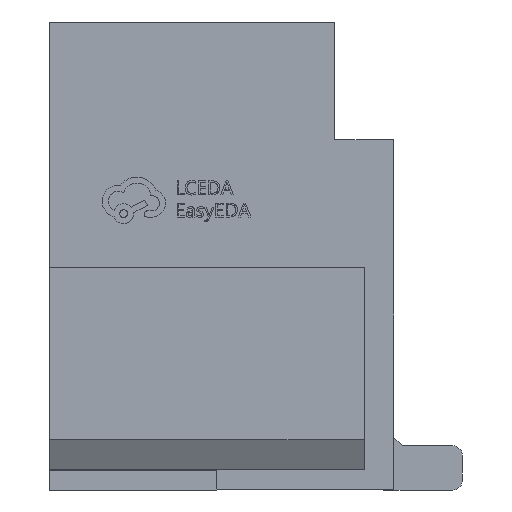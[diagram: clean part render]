
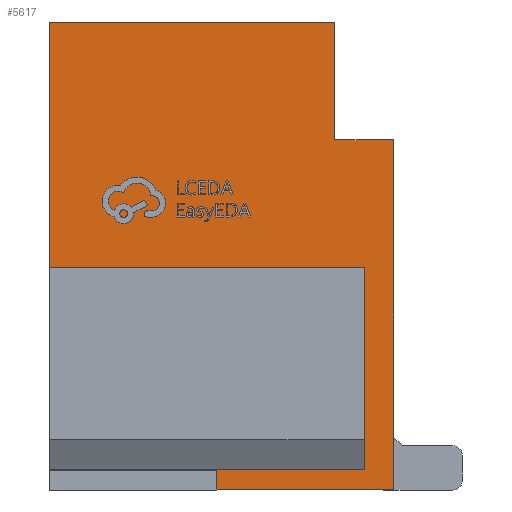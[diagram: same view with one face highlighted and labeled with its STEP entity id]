
A CAD part, left-side view. The second image highlights one B-rep face of the part: STEP entity #5617.
In plain terms, the highlighted planar face has unit normal (-1, 0, 0).
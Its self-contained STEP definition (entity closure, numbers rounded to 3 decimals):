
#216 = CARTESIAN_POINT ( 'NONE',  ( -3.42, 2.1, 2.25 ) ) ;
#255 = EDGE_CURVE ( 'NONE', #20712, #902, #20860, .T. ) ;
#365 = EDGE_CURVE ( 'NONE', #3434, #914, #21689, .T. ) ;
#902 = VERTEX_POINT ( 'NONE', #23812 ) ;
#914 = VERTEX_POINT ( 'NONE', #20484 ) ;
#916 = CARTESIAN_POINT ( 'NONE',  ( -3.42, 2.1, 4.75 ) ) ;
#1031 = DIRECTION ( 'NONE',  ( 0., -1., 0. ) ) ;
#1308 = ORIENTED_EDGE ( 'NONE', *, *, #6513, .F. ) ;
#1812 = DIRECTION ( 'NONE',  ( 0., -1., 0. ) ) ;
#2015 = EDGE_CURVE ( 'NONE', #10720, #22639, #8768, .T. ) ;
#2280 = CARTESIAN_POINT ( 'NONE',  ( -3.42, -0.8, 3.55 ) ) ;
#3434 = VERTEX_POINT ( 'NONE', #5290 ) ;
#3436 = FACE_OUTER_BOUND ( 'NONE', #23908, .T. ) ;
#3675 = LINE ( 'NONE', #18573, #5901 ) ;
#4121 = DIRECTION ( 'NONE',  ( 0., 0., 1. ) ) ;
#4444 = CARTESIAN_POINT ( 'NONE',  ( -3.42, 2.1, 0. ) ) ;
#4590 = AXIS2_PLACEMENT_3D ( 'NONE', #5640, #5400, #5511 ) ;
#5063 = CARTESIAN_POINT ( 'NONE',  ( -3.42, 0.4, 0.2 ) ) ;
#5290 = CARTESIAN_POINT ( 'NONE',  ( -3.42, 2.1, 4.75 ) ) ;
#5400 = DIRECTION ( 'NONE',  ( 1., 0., 0. ) ) ;
#5470 = DIRECTION ( 'NONE',  ( 0., 0., 1. ) ) ;
#5511 = DIRECTION ( 'NONE',  ( 0., 0., -1. ) ) ;
#5617 = ADVANCED_FACE ( 'NONE', ( #20170, #3436 ), #7238, .F. ) ;
#5640 = CARTESIAN_POINT ( 'NONE',  ( -3.42, 2.1, 4.75 ) ) ;
#5901 = VECTOR ( 'NONE', #1812, 1000. ) ;
#5947 = DIRECTION ( 'NONE',  ( 0., 0., 1. ) ) ;
#6260 = ORIENTED_EDGE ( 'NONE', *, *, #2015, .T. ) ;
#6483 = VECTOR ( 'NONE', #1031, 1000. ) ;
#6513 = EDGE_CURVE ( 'NONE', #13256, #20712, #3675, .T. ) ;
#6728 = VECTOR ( 'NONE', #10632, 1000. ) ;
#7238 = PLANE ( 'NONE',  #4590 ) ;
#8135 = LINE ( 'NONE', #15451, #19514 ) ;
#8212 = VECTOR ( 'NONE', #24183, 1000. ) ;
#8768 = LINE ( 'NONE', #10627, #21990 ) ;
#9149 = CARTESIAN_POINT ( 'NONE',  ( -3.42, -1.4, 0. ) ) ;
#9606 = VERTEX_POINT ( 'NONE', #17794 ) ;
#10184 = LINE ( 'NONE', #21636, #14302 ) ;
#10398 = CARTESIAN_POINT ( 'NONE',  ( -3.42, -1.4, 0. ) ) ;
#10494 = ORIENTED_EDGE ( 'NONE', *, *, #18137, .T. ) ;
#10627 = CARTESIAN_POINT ( 'NONE',  ( -3.42, -1.4, 4.75 ) ) ;
#10632 = DIRECTION ( 'NONE',  ( 0., 1., 0. ) ) ;
#10720 = VERTEX_POINT ( 'NONE', #10398 ) ;
#11520 = VECTOR ( 'NONE', #13057, 1000. ) ;
#11683 = EDGE_CURVE ( 'NONE', #9606, #902, #18905, .T. ) ;
#12560 = ORIENTED_EDGE ( 'NONE', *, *, #17425, .T. ) ;
#12824 = LINE ( 'NONE', #20266, #8212 ) ;
#12856 = EDGE_CURVE ( 'NONE', #24004, #3434, #10184, .T. ) ;
#13057 = DIRECTION ( 'NONE',  ( 0., -1., 0. ) ) ;
#13256 = VERTEX_POINT ( 'NONE', #5063 ) ;
#13399 = CARTESIAN_POINT ( 'NONE',  ( -3.42, -1.1, 0. ) ) ;
#14302 = VECTOR ( 'NONE', #19794, 1000. ) ;
#14741 = EDGE_CURVE ( 'NONE', #10720, #24004, #16092, .T. ) ;
#15451 = CARTESIAN_POINT ( 'NONE',  ( -3.42, 0.4, 0. ) ) ;
#16092 = LINE ( 'NONE', #9149, #6728 ) ;
#16163 = ORIENTED_EDGE ( 'NONE', *, *, #19842, .F. ) ;
#16723 = ORIENTED_EDGE ( 'NONE', *, *, #255, .F. ) ;
#16991 = ORIENTED_EDGE ( 'NONE', *, *, #365, .F. ) ;
#17425 = EDGE_CURVE ( 'NONE', #13256, #9606, #8135, .T. ) ;
#17722 = LINE ( 'NONE', #19773, #21228 ) ;
#17794 = CARTESIAN_POINT ( 'NONE',  ( -3.42, 0.4, 2.25 ) ) ;
#18137 = EDGE_CURVE ( 'NONE', #19947, #914, #12824, .T. ) ;
#18214 = EDGE_LOOP ( 'NONE', ( #16723, #1308, #12560, #18257 ) ) ;
#18257 = ORIENTED_EDGE ( 'NONE', *, *, #11683, .T. ) ;
#18573 = CARTESIAN_POINT ( 'NONE',  ( -3.42, 0.4, 0.2 ) ) ;
#18905 = LINE ( 'NONE', #216, #11520 ) ;
#19383 = CARTESIAN_POINT ( 'NONE',  ( -3.42, -1.4, 3.55 ) ) ;
#19514 = VECTOR ( 'NONE', #5947, 1000. ) ;
#19523 = DIRECTION ( 'NONE',  ( 0., -1., 0. ) ) ;
#19773 = CARTESIAN_POINT ( 'NONE',  ( -3.42, -0.8, 3.55 ) ) ;
#19794 = DIRECTION ( 'NONE',  ( 0., 0., 1. ) ) ;
#19842 = EDGE_CURVE ( 'NONE', #19947, #22639, #17722, .T. ) ;
#19947 = VERTEX_POINT ( 'NONE', #2280 ) ;
#20137 = ORIENTED_EDGE ( 'NONE', *, *, #14741, .F. ) ;
#20170 = FACE_BOUND ( 'NONE', #18214, .T. ) ;
#20266 = CARTESIAN_POINT ( 'NONE',  ( -3.42, -0.8, 3.55 ) ) ;
#20484 = CARTESIAN_POINT ( 'NONE',  ( -3.42, -0.8, 4.75 ) ) ;
#20712 = VERTEX_POINT ( 'NONE', #21976 ) ;
#20860 = LINE ( 'NONE', #13399, #22893 ) ;
#21228 = VECTOR ( 'NONE', #19523, 1000. ) ;
#21636 = CARTESIAN_POINT ( 'NONE',  ( -3.42, 2.1, 4.75 ) ) ;
#21689 = LINE ( 'NONE', #916, #6483 ) ;
#21976 = CARTESIAN_POINT ( 'NONE',  ( -3.42, -1.1, 0.2 ) ) ;
#21990 = VECTOR ( 'NONE', #5470, 1000. ) ;
#22639 = VERTEX_POINT ( 'NONE', #19383 ) ;
#22893 = VECTOR ( 'NONE', #4121, 1000. ) ;
#23045 = ORIENTED_EDGE ( 'NONE', *, *, #12856, .F. ) ;
#23812 = CARTESIAN_POINT ( 'NONE',  ( -3.42, -1.1, 2.25 ) ) ;
#23908 = EDGE_LOOP ( 'NONE', ( #16163, #10494, #16991, #23045, #20137, #6260 ) ) ;
#24004 = VERTEX_POINT ( 'NONE', #4444 ) ;
#24183 = DIRECTION ( 'NONE',  ( 0., 0., 1. ) ) ;
